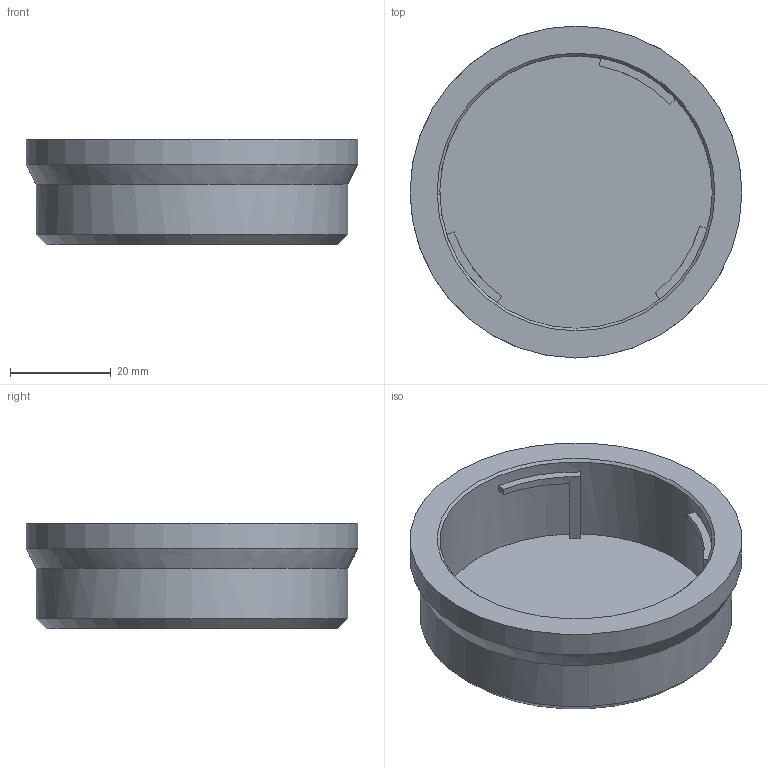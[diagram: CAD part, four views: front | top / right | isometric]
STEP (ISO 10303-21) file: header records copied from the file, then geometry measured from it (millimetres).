
FILE_DESCRIPTION(('HOOPS Exchange Step'),'2;1');
FILE_NAME('temp_export','2023-06-13T19:31:58-04:00',('gmoua'),('Shapr3D Limited'),'HOOPS Exchange 2022.2','Shapr3D','Authorized');
FILE_SCHEMA( ('AUTOMOTIVE_DESIGN { 1 0 10303 214 1 1 1 1 }') );
Length unit declared in the file: millimetre
Products named in the file (1): RF Mount Rear Cap
Bounding box: 66 x 66 x 21 mm (x, y, z)
Volume: 24208.9 mm3; surface area: 13962.2 mm2
Topology: 1 solids, 1 shells, 62 faces, 172 edges, 117 vertices
Faces by surface type: plane 38, cone 12, cylinder 7, bspline 4, torus 1
Full cylindrical faces by diameter (mm): 54.2 x1, 62 x1, 66 x1
Entity records: 3045 total; most frequent: CARTESIAN_POINT 1438, ORIENTED_EDGE 344, DIRECTION 313, EDGE_CURVE 172, VERTEX_POINT 117, AXIS2_PLACEMENT_3D 108, VECTOR 97, LINE 97
